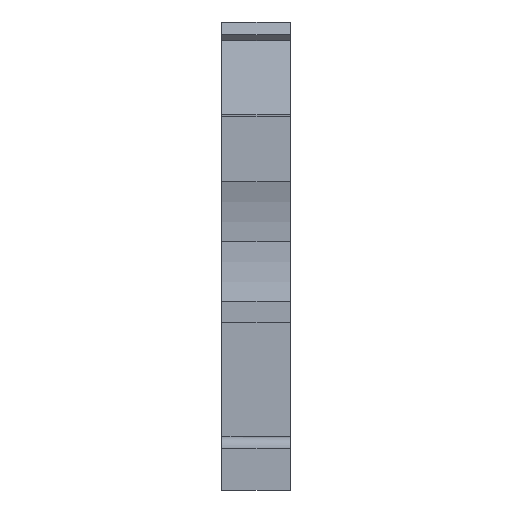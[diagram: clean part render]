
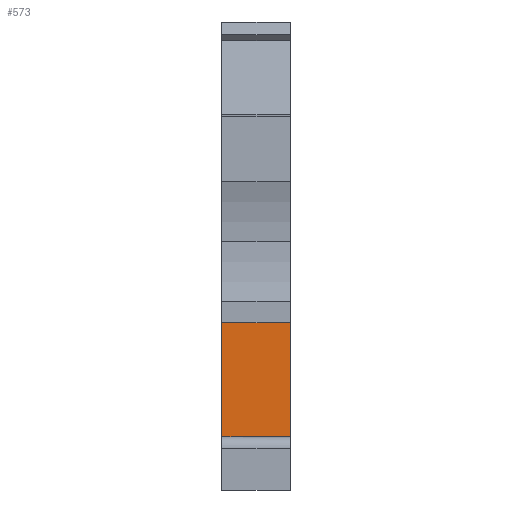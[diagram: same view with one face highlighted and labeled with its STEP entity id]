
A CAD part, front view. The second image highlights one B-rep face of the part: STEP entity #573.
In plain terms, the highlighted planar face has unit normal (0, -1, 0).
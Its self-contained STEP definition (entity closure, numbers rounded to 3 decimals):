
#573=ADVANCED_FACE('',(#1238),#1239,.T.);
#1238=FACE_OUTER_BOUND('',#1991,.T.);
#1239=PLANE('',#1992);
#1991=EDGE_LOOP('',(#3760,#3761,#3762,#3763,#3764,#3765));
#1992=AXIS2_PLACEMENT_3D('',#3766,#3767,#3768);
#3760=ORIENTED_EDGE('',*,*,#5283,.F.);
#3761=ORIENTED_EDGE('',*,*,#4890,.F.);
#3762=ORIENTED_EDGE('',*,*,#5285,.T.);
#3763=ORIENTED_EDGE('',*,*,#5288,.F.);
#3764=ORIENTED_EDGE('',*,*,#5289,.F.);
#3765=ORIENTED_EDGE('',*,*,#4830,.F.);
#3766=CARTESIAN_POINT('',(5.15,3.6,5.));
#3767=DIRECTION('',(0.,-1.0,0.));
#3768=DIRECTION('',(1.0,0.,0.));
#4830=EDGE_CURVE('',#5920,#5922,#5923,.T.);
#4890=EDGE_CURVE('',#6033,#6035,#6036,.T.);
#5283=EDGE_CURVE('',#6035,#5920,#6565,.T.);
#5285=EDGE_CURVE('',#6033,#6567,#6568,.T.);
#5288=EDGE_CURVE('',#6571,#6567,#6572,.T.);
#5289=EDGE_CURVE('',#5922,#6571,#6573,.T.);
#5920=VERTEX_POINT('',#8037);
#5922=VERTEX_POINT('',#8040);
#5923=LINE('',#8041,#8042);
#6033=VERTEX_POINT('',#8198);
#6035=VERTEX_POINT('',#8201);
#6036=LINE('',#8202,#8203);
#6565=LINE('',#9791,#9792);
#6567=VERTEX_POINT('',#9794);
#6568=LINE('',#9795,#9796);
#6571=VERTEX_POINT('',#9800);
#6572=LINE('',#9801,#9802);
#6573=LINE('',#9803,#9804);
#8037=CARTESIAN_POINT('',(5.15,3.6,12.6));
#8040=CARTESIAN_POINT('',(5.15,3.6,1.5));
#8041=CARTESIAN_POINT('',(5.15,3.6,4.265));
#8042=VECTOR('',#11046,1.0);
#8198=CARTESIAN_POINT('',(0.0,3.6,4.));
#8201=CARTESIAN_POINT('',(0.0,3.6,12.6));
#8202=CARTESIAN_POINT('',(0.0,3.6,4.265));
#8203=VECTOR('',#11127,1.0);
#9791=CARTESIAN_POINT('',(5.15,3.6,12.6));
#9792=VECTOR('',#11455,1.0);
#9794=CARTESIAN_POINT('',(1.,3.6,4.));
#9795=CARTESIAN_POINT('',(5.15,3.6,4.));
#9796=VECTOR('',#11456,1.0);
#9800=CARTESIAN_POINT('',(1.,3.6,1.5));
#9801=CARTESIAN_POINT('',(1.,3.6,4.265));
#9802=VECTOR('',#11458,1.0);
#9803=CARTESIAN_POINT('',(5.15,3.6,1.5));
#9804=VECTOR('',#11459,1.0);
#11046=DIRECTION('',(0.,0.,-1.0));
#11127=DIRECTION('',(0.,0.,1.0));
#11455=DIRECTION('',(1.0,0.,0.));
#11456=DIRECTION('',(1.0,0.,0.));
#11458=DIRECTION('',(0.,0.,1.0));
#11459=DIRECTION('',(-1.0,0.,0.));
